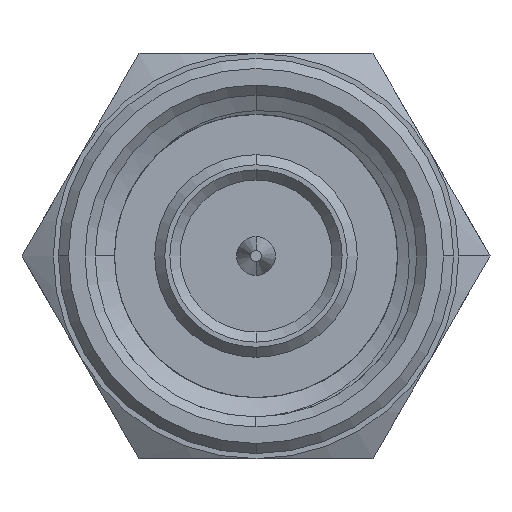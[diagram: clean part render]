
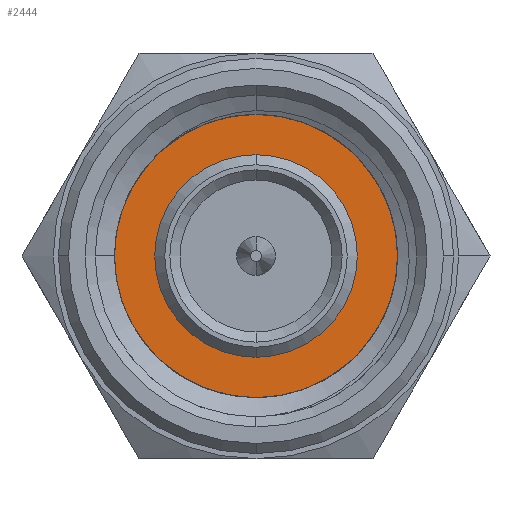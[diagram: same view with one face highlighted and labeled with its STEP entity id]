
A CAD part, left-side view. The second image highlights one B-rep face of the part: STEP entity #2444.
In plain terms, the highlighted planar face has unit normal (-1, 0, 0).
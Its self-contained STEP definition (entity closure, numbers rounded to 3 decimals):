
#281 = DIRECTION ( 'NONE',  ( -1., 0., 0. ) ) ;
#583 = VERTEX_POINT ( 'NONE', #4270 ) ;
#771 = DIRECTION ( 'NONE',  ( 0., 0., 1. ) ) ;
#886 = CARTESIAN_POINT ( 'NONE',  ( 8., 0., 0. ) ) ;
#913 = FACE_BOUND ( 'NONE', #3821, .T. ) ;
#1083 = EDGE_CURVE ( 'NONE', #4316, #583, #3083, .T. ) ;
#1164 = AXIS2_PLACEMENT_3D ( 'NONE', #4471, #281, #771 ) ;
#1291 = EDGE_CURVE ( 'NONE', #583, #4316, #1671, .T. ) ;
#1351 = CIRCLE ( 'NONE', #2316, 2. ) ;
#1396 = DIRECTION ( 'NONE',  ( 0., 0., 1. ) ) ;
#1501 = CARTESIAN_POINT ( 'NONE',  ( 8., 0., 2. ) ) ;
#1578 = CARTESIAN_POINT ( 'NONE',  ( 8., 0., 0. ) ) ;
#1592 = DIRECTION ( 'NONE',  ( -1., 0., 0. ) ) ;
#1621 = AXIS2_PLACEMENT_3D ( 'NONE', #1578, #2428, #4032 ) ;
#1671 = CIRCLE ( 'NONE', #1164, 2.794 ) ;
#1803 = FACE_OUTER_BOUND ( 'NONE', #3457, .T. ) ;
#2264 = ORIENTED_EDGE ( 'NONE', *, *, #4303, .F. ) ;
#2316 = AXIS2_PLACEMENT_3D ( 'NONE', #886, #2984, #3863 ) ;
#2428 = DIRECTION ( 'NONE',  ( -1., 0., 0. ) ) ;
#2444 = ADVANCED_FACE ( 'NONE', ( #1803, #913 ), #3483, .T. ) ;
#2984 = DIRECTION ( 'NONE',  ( -1., 0., 0. ) ) ;
#3006 = VERTEX_POINT ( 'NONE', #1501 ) ;
#3083 = CIRCLE ( 'NONE', #3783, 2.794 ) ;
#3235 = EDGE_CURVE ( 'NONE', #3006, #3838, #1351, .T. ) ;
#3290 = ORIENTED_EDGE ( 'NONE', *, *, #3235, .F. ) ;
#3380 = CARTESIAN_POINT ( 'NONE',  ( 8., 2.794, 0. ) ) ;
#3457 = EDGE_LOOP ( 'NONE', ( #4145, #3945 ) ) ;
#3483 = PLANE ( 'NONE',  #3723 ) ;
#3678 = CARTESIAN_POINT ( 'NONE',  ( 8., 0., 0. ) ) ;
#3723 = AXIS2_PLACEMENT_3D ( 'NONE', #3380, #5148, #1396 ) ;
#3783 = AXIS2_PLACEMENT_3D ( 'NONE', #3678, #1592, #4943 ) ;
#3821 = EDGE_LOOP ( 'NONE', ( #3290, #2264 ) ) ;
#3838 = VERTEX_POINT ( 'NONE', #4593 ) ;
#3863 = DIRECTION ( 'NONE',  ( 0., 0., 1. ) ) ;
#3945 = ORIENTED_EDGE ( 'NONE', *, *, #1083, .T. ) ;
#4032 = DIRECTION ( 'NONE',  ( 0., 0., 1. ) ) ;
#4145 = ORIENTED_EDGE ( 'NONE', *, *, #1291, .T. ) ;
#4270 = CARTESIAN_POINT ( 'NONE',  ( 8., 0., 2.794 ) ) ;
#4303 = EDGE_CURVE ( 'NONE', #3838, #3006, #4958, .T. ) ;
#4316 = VERTEX_POINT ( 'NONE', #5328 ) ;
#4471 = CARTESIAN_POINT ( 'NONE',  ( 8., 0., 0. ) ) ;
#4593 = CARTESIAN_POINT ( 'NONE',  ( 8., 0., -2. ) ) ;
#4943 = DIRECTION ( 'NONE',  ( 0., 0., 1. ) ) ;
#4958 = CIRCLE ( 'NONE', #1621, 2. ) ;
#5148 = DIRECTION ( 'NONE',  ( -1., 0., 0. ) ) ;
#5328 = CARTESIAN_POINT ( 'NONE',  ( 8., 0., -2.794 ) ) ;
